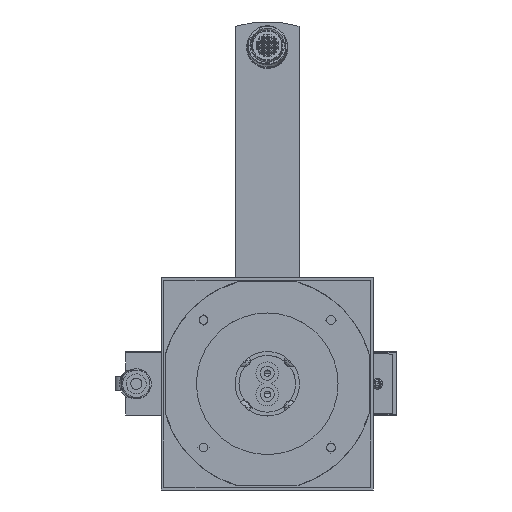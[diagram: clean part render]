
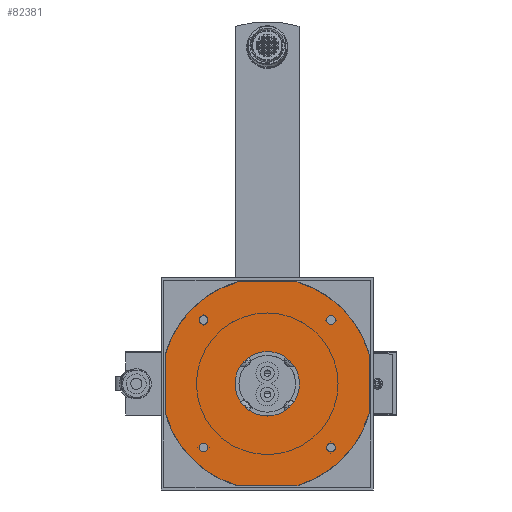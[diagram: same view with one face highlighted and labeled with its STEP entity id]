
A CAD part, front view. The second image highlights one B-rep face of the part: STEP entity #82381.
In plain terms, the highlighted planar face has unit normal (0, -1, 0).
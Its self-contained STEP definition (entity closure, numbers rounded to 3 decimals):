
#26186=CARTESIAN_POINT('',(0.,-680.,0.));
#26187=DIRECTION('',(0.,-1.,0.));
#26188=DIRECTION('',(-0.96,0.,-0.28));
#26189=AXIS2_PLACEMENT_3D('',#26186,#26187,#26188);
#26212=CARTESIAN_POINT('',(0.,-680.,0.));
#26213=DIRECTION('',(0.,1.,0.));
#26214=DIRECTION('',(-0.96,0.,0.28));
#26215=AXIS2_PLACEMENT_3D('',#26212,#26213,#26214);
#26238=CARTESIAN_POINT('',(0.,-680.,0.));
#26239=DIRECTION('',(0.,1.,0.));
#26240=DIRECTION('',(0.28,0.,0.96));
#26241=AXIS2_PLACEMENT_3D('',#26238,#26239,#26240);
#26264=CARTESIAN_POINT('',(0.,-680.,0.));
#26265=DIRECTION('',(0.,-1.,0.));
#26266=DIRECTION('',(0.28,0.,-0.96));
#26267=AXIS2_PLACEMENT_3D('',#26264,#26265,#26266);
#26286=DIRECTION('',(0.,0.,1.));
#26287=VECTOR('',#26286,42.);
#26288=CARTESIAN_POINT('',(-72.,-680.,-21.));
#26289=LINE('',#26288,#26287);
#26290=DIRECTION('',(1.,0.,0.));
#26291=VECTOR('',#26290,42.);
#26292=CARTESIAN_POINT('',(-21.,-680.,72.));
#26293=LINE('',#26292,#26291);
#26294=DIRECTION('',(0.,0.,-1.));
#26295=VECTOR('',#26294,42.);
#26296=CARTESIAN_POINT('',(72.,-680.,21.));
#26297=LINE('',#26296,#26295);
#26298=DIRECTION('',(-1.,0.,0.));
#26299=VECTOR('',#26298,42.);
#26300=CARTESIAN_POINT('',(21.,-680.,-72.));
#26301=LINE('',#26300,#26299);
#26302=CARTESIAN_POINT('',(0.,-680.,0.));
#26303=DIRECTION('',(0.,1.,0.));
#26304=DIRECTION('',(-1.,0.,0.));
#26305=AXIS2_PLACEMENT_3D('',#26302,#26303,#26304);
#26307=CARTESIAN_POINT('',(0.,-680.,0.));
#26308=DIRECTION('',(0.,-1.,0.));
#26309=DIRECTION('',(-1.,0.,0.));
#26310=AXIS2_PLACEMENT_3D('',#26307,#26308,#26309);
#26312=CARTESIAN_POINT('',(-45.,-680.,-45.));
#26313=DIRECTION('',(0.,-1.,0.));
#26314=DIRECTION('',(1.,0.,0.));
#26315=AXIS2_PLACEMENT_3D('',#26312,#26313,#26314);
#26317=CARTESIAN_POINT('',(-45.,-680.,-45.));
#26318=DIRECTION('',(0.,-1.,0.));
#26319=DIRECTION('',(-1.,0.,0.));
#26320=AXIS2_PLACEMENT_3D('',#26317,#26318,#26319);
#26322=CARTESIAN_POINT('',(45.,-680.,-45.));
#26323=DIRECTION('',(0.,1.,0.));
#26324=DIRECTION('',(0.,0.,-1.));
#26325=AXIS2_PLACEMENT_3D('',#26322,#26323,#26324);
#26327=CARTESIAN_POINT('',(45.,-680.,-45.));
#26328=DIRECTION('',(0.,1.,0.));
#26329=DIRECTION('',(0.,0.,1.));
#26330=AXIS2_PLACEMENT_3D('',#26327,#26328,#26329);
#26332=CARTESIAN_POINT('',(45.,-680.,45.));
#26333=DIRECTION('',(0.,1.,0.));
#26334=DIRECTION('',(1.,0.,0.));
#26335=AXIS2_PLACEMENT_3D('',#26332,#26333,#26334);
#26337=CARTESIAN_POINT('',(45.,-680.,45.));
#26338=DIRECTION('',(0.,1.,0.));
#26339=DIRECTION('',(-1.,0.,0.));
#26340=AXIS2_PLACEMENT_3D('',#26337,#26338,#26339);
#26342=CARTESIAN_POINT('',(-45.,-680.,45.));
#26343=DIRECTION('',(0.,1.,0.));
#26344=DIRECTION('',(0.,0.,1.));
#26345=AXIS2_PLACEMENT_3D('',#26342,#26343,#26344);
#26347=CARTESIAN_POINT('',(-45.,-680.,45.));
#26348=DIRECTION('',(0.,1.,0.));
#26349=DIRECTION('',(0.,0.,-1.));
#26350=AXIS2_PLACEMENT_3D('',#26347,#26348,#26349);
#34639=CARTESIAN_POINT('',(-22.75,-680.,0.));
#34641=VERTEX_POINT('',#34639);
#34643=CARTESIAN_POINT('',(22.75,-680.,0.));
#34645=VERTEX_POINT('',#34643);
#34646=CARTESIAN_POINT('',(-72.,-680.,-21.));
#34647=CARTESIAN_POINT('',(-21.,-680.,-72.));
#34648=VERTEX_POINT('',#34646);
#34649=VERTEX_POINT('',#34647);
#34650=CARTESIAN_POINT('',(21.,-680.,-72.));
#34651=CARTESIAN_POINT('',(72.,-680.,-21.));
#34652=VERTEX_POINT('',#34650);
#34653=VERTEX_POINT('',#34651);
#34654=CARTESIAN_POINT('',(-72.,-680.,21.));
#34655=CARTESIAN_POINT('',(-21.,-680.,72.));
#34656=VERTEX_POINT('',#34654);
#34657=VERTEX_POINT('',#34655);
#34658=CARTESIAN_POINT('',(21.,-680.,72.));
#34659=CARTESIAN_POINT('',(72.,-680.,21.));
#34660=VERTEX_POINT('',#34658);
#34661=VERTEX_POINT('',#34659);
#34662=CARTESIAN_POINT('',(-41.9,-680.,-45.));
#34663=CARTESIAN_POINT('',(-48.1,-680.,-45.));
#34664=VERTEX_POINT('',#34662);
#34665=VERTEX_POINT('',#34663);
#34686=CARTESIAN_POINT('',(45.,-680.,-48.1));
#34687=CARTESIAN_POINT('',(45.,-680.,-41.9));
#34688=VERTEX_POINT('',#34686);
#34689=VERTEX_POINT('',#34687);
#34702=CARTESIAN_POINT('',(48.1,-680.,45.));
#34703=CARTESIAN_POINT('',(41.9,-680.,45.));
#34704=VERTEX_POINT('',#34702);
#34705=VERTEX_POINT('',#34703);
#34718=CARTESIAN_POINT('',(-45.,-680.,48.1));
#34719=CARTESIAN_POINT('',(-45.,-680.,41.9));
#34720=VERTEX_POINT('',#34718);
#34721=VERTEX_POINT('',#34719);
#82336=CARTESIAN_POINT('',(0.,-680.,0.));
#82337=DIRECTION('',(0.,-1.,0.));
#82338=DIRECTION('',(1.,0.,0.));
#82339=AXIS2_PLACEMENT_3D('',#82336,#82337,#82338);
#82340=PLANE('',#82339);
#82341=ORIENTED_EDGE('',*,*,#82148,.F.);
#82342=ORIENTED_EDGE('',*,*,#82177,.T.);
#82343=ORIENTED_EDGE('',*,*,#82198,.T.);
#82344=ORIENTED_EDGE('',*,*,#82226,.T.);
#82345=ORIENTED_EDGE('',*,*,#82247,.T.);
#82346=ORIENTED_EDGE('',*,*,#82275,.T.);
#82347=ORIENTED_EDGE('',*,*,#82296,.F.);
#82348=ORIENTED_EDGE('',*,*,#82323,.T.);
#82349=EDGE_LOOP('',(#82341,#82342,#82343,#82344,#82345,#82346,#82347,#82348));
#82350=FACE_OUTER_BOUND('',#82349,.F.);
#82352=ORIENTED_EDGE('',*,*,#82351,.F.);
#82354=ORIENTED_EDGE('',*,*,#82353,.T.);
#82355=EDGE_LOOP('',(#82352,#82354));
#82356=FACE_BOUND('',#82355,.F.);
#82358=ORIENTED_EDGE('',*,*,#82357,.T.);
#82360=ORIENTED_EDGE('',*,*,#82359,.T.);
#82361=EDGE_LOOP('',(#82358,#82360));
#82362=FACE_BOUND('',#82361,.F.);
#82364=ORIENTED_EDGE('',*,*,#82363,.F.);
#82366=ORIENTED_EDGE('',*,*,#82365,.F.);
#82367=EDGE_LOOP('',(#82364,#82366));
#82368=FACE_BOUND('',#82367,.F.);
#82370=ORIENTED_EDGE('',*,*,#82369,.F.);
#82372=ORIENTED_EDGE('',*,*,#82371,.F.);
#82373=EDGE_LOOP('',(#82370,#82372));
#82374=FACE_BOUND('',#82373,.F.);
#82376=ORIENTED_EDGE('',*,*,#82375,.F.);
#82378=ORIENTED_EDGE('',*,*,#82377,.F.);
#82379=EDGE_LOOP('',(#82376,#82378));
#82380=FACE_BOUND('',#82379,.F.);
#82381=ADVANCED_FACE('',(#82350,#82356,#82362,#82368,#82374,#82380),#82340,.T.);
#26190=CIRCLE('',#26189,75.);
#26216=CIRCLE('',#26215,75.);
#26242=CIRCLE('',#26241,75.);
#26268=CIRCLE('',#26267,75.);
#26306=CIRCLE('',#26305,22.75);
#26311=CIRCLE('',#26310,22.75);
#26316=CIRCLE('',#26315,3.1);
#26321=CIRCLE('',#26320,3.1);
#26326=CIRCLE('',#26325,3.1);
#26331=CIRCLE('',#26330,3.1);
#26336=CIRCLE('',#26335,3.1);
#26341=CIRCLE('',#26340,3.1);
#26346=CIRCLE('',#26345,3.1);
#26351=CIRCLE('',#26350,3.1);
#82148=EDGE_CURVE('',#34648,#34649,#26190,.T.);
#82177=EDGE_CURVE('',#34648,#34656,#26289,.T.);
#82198=EDGE_CURVE('',#34656,#34657,#26216,.T.);
#82226=EDGE_CURVE('',#34657,#34660,#26293,.T.);
#82247=EDGE_CURVE('',#34660,#34661,#26242,.T.);
#82275=EDGE_CURVE('',#34661,#34653,#26297,.T.);
#82296=EDGE_CURVE('',#34652,#34653,#26268,.T.);
#82323=EDGE_CURVE('',#34652,#34649,#26301,.T.);
#82351=EDGE_CURVE('',#34641,#34645,#26306,.T.);
#82353=EDGE_CURVE('',#34641,#34645,#26311,.T.);
#82357=EDGE_CURVE('',#34664,#34665,#26316,.T.);
#82359=EDGE_CURVE('',#34665,#34664,#26321,.T.);
#82363=EDGE_CURVE('',#34688,#34689,#26326,.T.);
#82365=EDGE_CURVE('',#34689,#34688,#26331,.T.);
#82369=EDGE_CURVE('',#34704,#34705,#26336,.T.);
#82371=EDGE_CURVE('',#34705,#34704,#26341,.T.);
#82375=EDGE_CURVE('',#34720,#34721,#26346,.T.);
#82377=EDGE_CURVE('',#34721,#34720,#26351,.T.);
